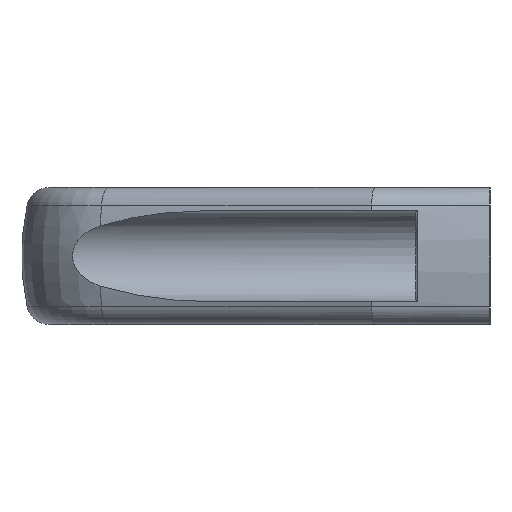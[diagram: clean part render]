
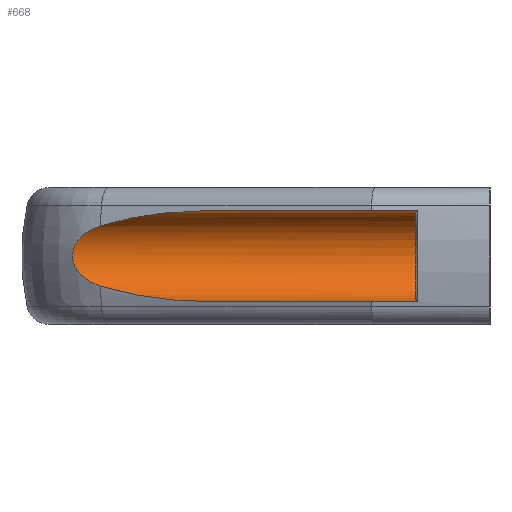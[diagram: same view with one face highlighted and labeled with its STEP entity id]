
A CAD part, left-side view. The second image highlights one B-rep face of the part: STEP entity #668.
In plain terms, the highlighted cylindrical face has radius 4 mm (diameter 8 mm), a partial arc.
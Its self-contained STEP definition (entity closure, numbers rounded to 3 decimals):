
#1 = VERTEX_POINT ( 'NONE', #1000 ) ;
#6 = ORIENTED_EDGE ( 'NONE', *, *, #2083, .T. ) ;
#19 = CARTESIAN_POINT ( 'NONE',  ( 0., 26.3, 4. ) ) ;
#25 = DIRECTION ( 'NONE',  ( 0., -1., 0. ) ) ;
#104 = CARTESIAN_POINT ( 'NONE',  ( 2.067, 30.849, -3.437 ) ) ;
#137 = CARTESIAN_POINT ( 'NONE',  ( 3.097, 34.392, -2.535 ) ) ;
#144 = VERTEX_POINT ( 'NONE', #905 ) ;
#169 = CARTESIAN_POINT ( 'NONE',  ( 3.713, 35.951, 1.494 ) ) ;
#174 = CARTESIAN_POINT ( 'NONE',  ( 1.061, 27.541, 3.895 ) ) ;
#178 = ORIENTED_EDGE ( 'NONE', *, *, #1496, .T. ) ;
#266 = B_SPLINE_CURVE_WITH_KNOTS ( 'NONE', 3,
 ( #734, #746, #284, #104, #1107, #1284, #1941, #1444, #2120, #605 ),
 .UNSPECIFIED., .F., .F.,
 ( 4, 2, 2, 2, 4 ),
 ( 0., 0.003, 0.005, 0.008, 0.01 ),
 .UNSPECIFIED. ) ;
#272 = CARTESIAN_POINT ( 'NONE',  ( 3.848, 36.229, 1.101 ) ) ;
#284 = CARTESIAN_POINT ( 'NONE',  ( 2.547, 32.477, -3.098 ) ) ;
#310 = LINE ( 'NONE', #19, #437 ) ;
#321 = CARTESIAN_POINT ( 'NONE',  ( 3.401, 35.235, 2.108 ) ) ;
#322 = AXIS2_PLACEMENT_3D ( 'NONE', #1003, #513, #2045 ) ;
#342 = CARTESIAN_POINT ( 'NONE',  ( 0., 24.263, 4. ) ) ;
#364 = CARTESIAN_POINT ( 'NONE',  ( 3.01, 34.088, 2.634 ) ) ;
#371 = FACE_OUTER_BOUND ( 'NONE', #1005, .T. ) ;
#390 = CARTESIAN_POINT ( 'NONE',  ( 0., 24.263, 4. ) ) ;
#391 = ORIENTED_EDGE ( 'NONE', *, *, #1325, .T. ) ;
#413 = CARTESIAN_POINT ( 'NONE',  ( 2.781, 33.286, 2.896 ) ) ;
#437 = VECTOR ( 'NONE', #1658, 1000. ) ;
#455 = CARTESIAN_POINT ( 'NONE',  ( 3.398, 35.236, -2.117 ) ) ;
#513 = DIRECTION ( 'NONE',  ( 0., -1., 0. ) ) ;
#551 = CARTESIAN_POINT ( 'NONE',  ( 0., 26.3, -4. ) ) ;
#605 = CARTESIAN_POINT ( 'NONE',  ( 0., 24.263, -4. ) ) ;
#657 = CARTESIAN_POINT ( 'NONE',  ( 3.507, 35.492, 1.928 ) ) ;
#668 = ADVANCED_FACE ( 'NONE', ( #371 ), #680, .F. ) ;
#669 = CARTESIAN_POINT ( 'NONE',  ( 2.062, 30.831, 3.441 ) ) ;
#676 = CARTESIAN_POINT ( 'NONE',  ( 0., 24.263, -4. ) ) ;
#680 = CYLINDRICAL_SURFACE ( 'NONE', #1670, 4. ) ;
#681 = ORIENTED_EDGE ( 'NONE', *, *, #1127, .F. ) ;
#699 = CARTESIAN_POINT ( 'NONE',  ( 0., 6.5, 4. ) ) ;
#734 = CARTESIAN_POINT ( 'NONE',  ( 3.01, 34.088, -2.634 ) ) ;
#746 = CARTESIAN_POINT ( 'NONE',  ( 2.781, 33.286, -2.896 ) ) ;
#750 = CARTESIAN_POINT ( 'NONE',  ( 3.95, 36.426, 0.653 ) ) ;
#782 = CARTESIAN_POINT ( 'NONE',  ( 3.949, 36.425, -0.655 ) ) ;
#822 = CARTESIAN_POINT ( 'NONE',  ( 3.195, 34.688, 2.413 ) ) ;
#830 = CARTESIAN_POINT ( 'NONE',  ( 1.815, 30.007, 3.575 ) ) ;
#834 = CARTESIAN_POINT ( 'NONE',  ( 3.01, 34.088, -2.634 ) ) ;
#850 = VERTEX_POINT ( 'NONE', #834 ) ;
#905 = CARTESIAN_POINT ( 'NONE',  ( 0., 6.5, -4. ) ) ;
#925 = VERTEX_POINT ( 'NONE', #390 ) ;
#950 = CARTESIAN_POINT ( 'NONE',  ( 3.92, 36.368, -0.812 ) ) ;
#968 = CARTESIAN_POINT ( 'NONE',  ( 3.805, 36.142, 1.24 ) ) ;
#980 = CARTESIAN_POINT ( 'NONE',  ( 3.349, 35.102, 2.19 ) ) ;
#1000 = CARTESIAN_POINT ( 'NONE',  ( 3.01, 34.088, 2.634 ) ) ;
#1003 = CARTESIAN_POINT ( 'NONE',  ( 0., 6.5, 0. ) ) ;
#1005 = EDGE_LOOP ( 'NONE', ( #391, #6, #178, #681, #1570, #1211 ) ) ;
#1107 = CARTESIAN_POINT ( 'NONE',  ( 1.822, 30.031, -3.571 ) ) ;
#1127 = EDGE_CURVE ( 'NONE', #925, #2055, #310, .T. ) ;
#1132 = CARTESIAN_POINT ( 'NONE',  ( 3.097, 34.393, 2.535 ) ) ;
#1140 = CARTESIAN_POINT ( 'NONE',  ( 3.56, 35.616, 1.828 ) ) ;
#1189 = EDGE_CURVE ( 'NONE', #925, #1, #1715, .T. ) ;
#1202 = VERTEX_POINT ( 'NONE', #676 ) ;
#1211 = ORIENTED_EDGE ( 'NONE', *, *, #1896, .F. ) ;
#1245 = CARTESIAN_POINT ( 'NONE',  ( 3.989, 36.501, -0.334 ) ) ;
#1260 = CIRCLE ( 'NONE', #322, 4. ) ;
#1284 = CARTESIAN_POINT ( 'NONE',  ( 1.32, 28.389, -3.786 ) ) ;
#1290 = CARTESIAN_POINT ( 'NONE',  ( 3.714, 35.957, -1.505 ) ) ;
#1309 = CARTESIAN_POINT ( 'NONE',  ( 3.01, 34.088, 2.634 ) ) ;
#1325 = EDGE_CURVE ( 'NONE', #850, #1202, #266, .T. ) ;
#1336 = CARTESIAN_POINT ( 'NONE',  ( 0., 0., 0. ) ) ;
#1342 = CARTESIAN_POINT ( 'NONE',  ( 2.545, 32.472, 3.1 ) ) ;
#1345 = DIRECTION ( 'NONE',  ( 0., 0., -1. ) ) ;
#1388 = LINE ( 'NONE', #551, #1645 ) ;
#1424 = CARTESIAN_POINT ( 'NONE',  ( 3.92, 36.37, 0.809 ) ) ;
#1444 = CARTESIAN_POINT ( 'NONE',  ( 0.539, 25.911, -3.972 ) ) ;
#1448 = B_SPLINE_CURVE_WITH_KNOTS ( 'NONE', 3,
 ( #2124, #137, #1932, #455, #1463, #1290, #1781, #950, #782, #1245, #1966, #1579, #1760, #750, #1424, #272, #968, #169, #1975, #1140, #657, #321, #980, #822, #1132, #1309 ),
 .UNSPECIFIED., .F., .F.,
 ( 4, 2, 2, 2, 2, 2, 2, 2, 2, 2, 2, 2, 4 ),
 ( 0., 0.001, 0.002, 0.003, 0.004, 0.004, 0.005, 0.005, 0.006, 0.006, 0.007, 0.007, 0.008 ),
 .UNSPECIFIED. ) ;
#1463 = CARTESIAN_POINT ( 'NONE',  ( 3.508, 35.499, -1.937 ) ) ;
#1496 = EDGE_CURVE ( 'NONE', #144, #2055, #1260, .T. ) ;
#1570 = ORIENTED_EDGE ( 'NONE', *, *, #1189, .T. ) ;
#1579 = CARTESIAN_POINT ( 'NONE',  ( 4., 36.521, 0.166 ) ) ;
#1645 = VECTOR ( 'NONE', #1878, 1000. ) ;
#1658 = DIRECTION ( 'NONE',  ( 0., -1., 0. ) ) ;
#1670 = AXIS2_PLACEMENT_3D ( 'NONE', #1336, #25, #1345 ) ;
#1715 = B_SPLINE_CURVE_WITH_KNOTS ( 'NONE', 3,
 ( #342, #1844, #174, #830, #669, #1342, #413, #364 ),
 .UNSPECIFIED., .F., .F.,
 ( 4, 2, 2, 4 ),
 ( 0.036, 0.041, 0.044, 0.047 ),
 .UNSPECIFIED. ) ;
#1760 = CARTESIAN_POINT ( 'NONE',  ( 3.99, 36.501, 0.33 ) ) ;
#1781 = CARTESIAN_POINT ( 'NONE',  ( 3.812, 36.157, -1.249 ) ) ;
#1844 = CARTESIAN_POINT ( 'NONE',  ( 0.542, 25.9, 4. ) ) ;
#1878 = DIRECTION ( 'NONE',  ( 0., -1., 0. ) ) ;
#1896 = EDGE_CURVE ( 'NONE', #850, #1, #1448, .T. ) ;
#1932 = CARTESIAN_POINT ( 'NONE',  ( 3.194, 34.684, -2.415 ) ) ;
#1941 = CARTESIAN_POINT ( 'NONE',  ( 1.064, 27.565, -3.865 ) ) ;
#1966 = CARTESIAN_POINT ( 'NONE',  ( 4., 36.521, -0.168 ) ) ;
#1975 = CARTESIAN_POINT ( 'NONE',  ( 3.663, 35.845, 1.611 ) ) ;
#2045 = DIRECTION ( 'NONE',  ( 0., 0., -1. ) ) ;
#2055 = VERTEX_POINT ( 'NONE', #699 ) ;
#2083 = EDGE_CURVE ( 'NONE', #1202, #144, #1388, .T. ) ;
#2120 = CARTESIAN_POINT ( 'NONE',  ( 0.272, 25.085, -4. ) ) ;
#2124 = CARTESIAN_POINT ( 'NONE',  ( 3.01, 34.088, -2.634 ) ) ;
